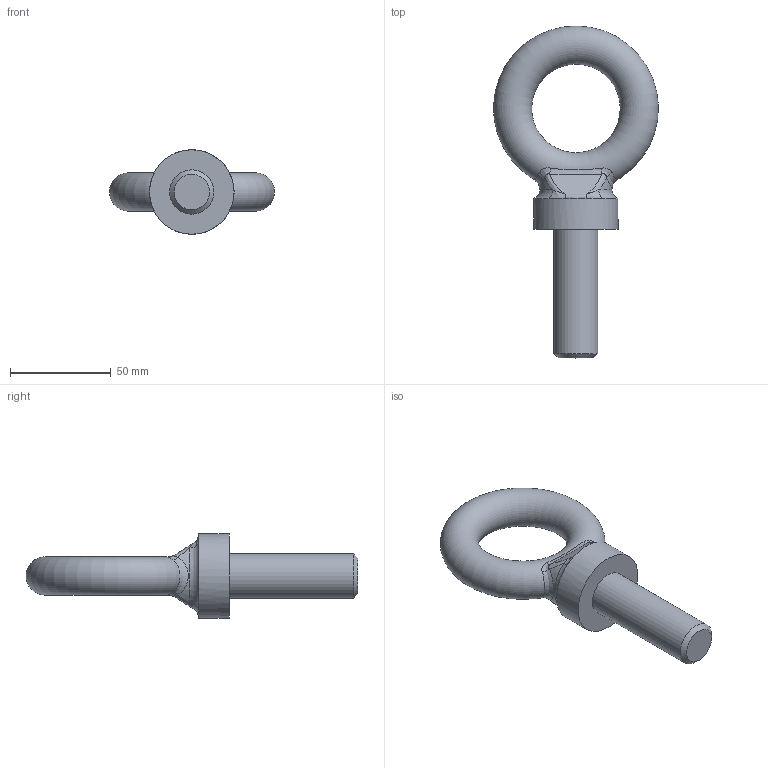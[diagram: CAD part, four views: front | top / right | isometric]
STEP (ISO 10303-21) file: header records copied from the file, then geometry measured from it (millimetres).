
FILE_DESCRIPTION(/* description */ (''),/* implementation_level */ '2;1');
FILE_NAME(/* name */ 'RGS_22.stp',/* time_stamp */ '2017-11-17T12:20:11+01:00',/* author */ (''),/* organization */ (''),/* preprocessor_version */ 'ST-DEVELOPER v16',/* originating_system */ 'SIEMENS PLM Software NX 11.0',/* authorisation */ '');
FILE_SCHEMA (('AUTOMOTIVE_DESIGN { 1 0 10303 214 3 1 1 1 }'));
Length unit declared in the file: millimetre
Products named in the file (1): RGS_22
Bounding box: 81.91 x 164.99 x 42 mm (x, y, z)
Volume: 109188 mm3; surface area: 20168.6 mm2
Topology: 1 solids, 1 shells, 30 faces, 66 edges, 38 vertices
Faces by surface type: bspline 18, cylinder 4, plane 4, torus 3, cone 1
Full cylindrical faces by diameter (mm): 22 x1, 42 x1
Entity records: 1244 total; most frequent: CARTESIAN_POINT 641, ORIENTED_EDGE 120, DIRECTION 102, EDGE_CURVE 60, AXIS2_PLACEMENT_3D 51, VERTEX_POINT 36, EDGE_LOOP 34, ADVANCED_FACE 30
